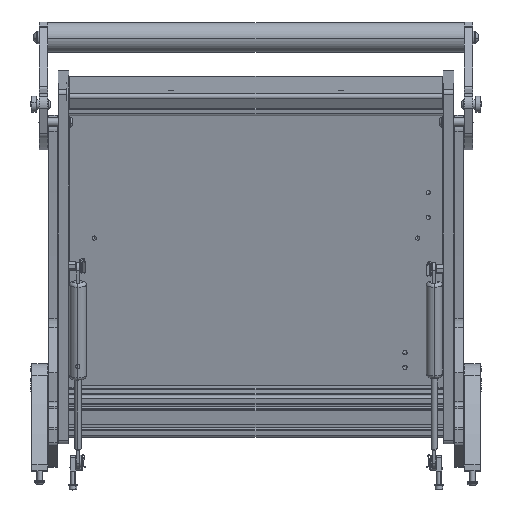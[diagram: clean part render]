
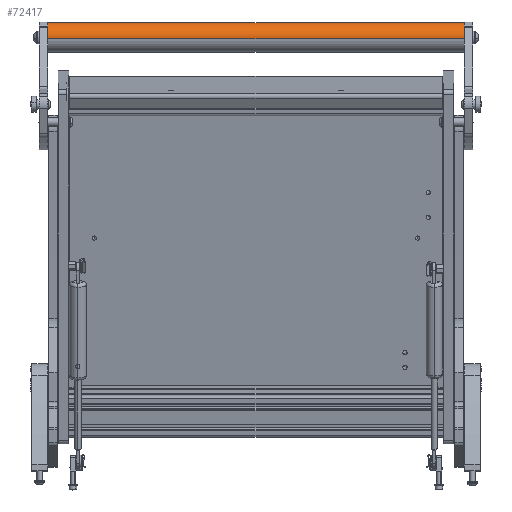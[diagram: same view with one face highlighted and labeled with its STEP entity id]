
A CAD part, top view. The second image highlights one B-rep face of the part: STEP entity #72417.
In plain terms, the highlighted cylindrical face has radius 14.1 mm (diameter 28.2 mm), a partial arc.
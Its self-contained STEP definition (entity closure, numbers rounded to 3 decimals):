
#7451 = FACE_OUTER_BOUND ( 'NONE', #22073, .T. ) ;
#10020 = CARTESIAN_POINT ( 'NONE',  ( 195.875, 401.621, -184.95 ) ) ;
#10455 = AXIS2_PLACEMENT_3D ( 'NONE', #110564, #72034, #21521 ) ;
#14863 = DIRECTION ( 'NONE',  ( 0., -0.095, 0.996 ) ) ;
#15189 = CARTESIAN_POINT ( 'NONE',  ( 195.875, 400.288, -170.913 ) ) ;
#16002 = CARTESIAN_POINT ( 'NONE',  ( -195.875, 402.954, -198.987 ) ) ;
#19996 = AXIS2_PLACEMENT_3D ( 'NONE', #10020, #68685, #98511 ) ;
#21521 = DIRECTION ( 'NONE',  ( 0., 0.095, -0.996 ) ) ;
#22073 = EDGE_LOOP ( 'NONE', ( #34272, #27051, #38067, #72776 ) ) ;
#27051 = ORIENTED_EDGE ( 'NONE', *, *, #106423, .F. ) ;
#31198 = VERTEX_POINT ( 'NONE', #16002 ) ;
#34272 = ORIENTED_EDGE ( 'NONE', *, *, #121012, .F. ) ;
#35892 = VERTEX_POINT ( 'NONE', #15189 ) ;
#38067 = ORIENTED_EDGE ( 'NONE', *, *, #122500, .T. ) ;
#41723 = CARTESIAN_POINT ( 'NONE',  ( -195.875, 401.621, -184.95 ) ) ;
#44513 = CYLINDRICAL_SURFACE ( 'NONE', #102598, 14.1 ) ;
#46316 = DIRECTION ( 'NONE',  ( 1., 0., 0. ) ) ;
#48344 = EDGE_CURVE ( 'NONE', #35892, #80805, #84676, .T. ) ;
#57142 = LINE ( 'NONE', #89478, #103423 ) ;
#62716 = LINE ( 'NONE', #86446, #109106 ) ;
#68685 = DIRECTION ( 'NONE',  ( -1., 0., 0. ) ) ;
#70142 = DIRECTION ( 'NONE',  ( 1., 0., 0. ) ) ;
#72034 = DIRECTION ( 'NONE',  ( -1., 0., 0. ) ) ;
#72417 = ADVANCED_FACE ( 'NONE', ( #7451 ), #44513, .T. ) ;
#72776 = ORIENTED_EDGE ( 'NONE', *, *, #48344, .T. ) ;
#80805 = VERTEX_POINT ( 'NONE', #87331 ) ;
#84676 = CIRCLE ( 'NONE', #19996, 14.1 ) ;
#85888 = CIRCLE ( 'NONE', #10455, 14.1 ) ;
#86446 = CARTESIAN_POINT ( 'NONE',  ( -195.875, 400.288, -170.913 ) ) ;
#87331 = CARTESIAN_POINT ( 'NONE',  ( 195.875, 402.954, -198.987 ) ) ;
#87445 = CARTESIAN_POINT ( 'NONE',  ( -195.875, 400.288, -170.913 ) ) ;
#89478 = CARTESIAN_POINT ( 'NONE',  ( -195.875, 402.954, -198.987 ) ) ;
#92014 = VERTEX_POINT ( 'NONE', #87445 ) ;
#98511 = DIRECTION ( 'NONE',  ( 0., 0.095, -0.996 ) ) ;
#100670 = DIRECTION ( 'NONE',  ( 1., 0., 0. ) ) ;
#102598 = AXIS2_PLACEMENT_3D ( 'NONE', #41723, #70142, #14863 ) ;
#103423 = VECTOR ( 'NONE', #100670, 1000. ) ;
#106423 = EDGE_CURVE ( 'NONE', #92014, #31198, #85888, .T. ) ;
#109106 = VECTOR ( 'NONE', #46316, 1000. ) ;
#110564 = CARTESIAN_POINT ( 'NONE',  ( -195.875, 401.621, -184.95 ) ) ;
#121012 = EDGE_CURVE ( 'NONE', #31198, #80805, #57142, .T. ) ;
#122500 = EDGE_CURVE ( 'NONE', #92014, #35892, #62716, .T. ) ;
